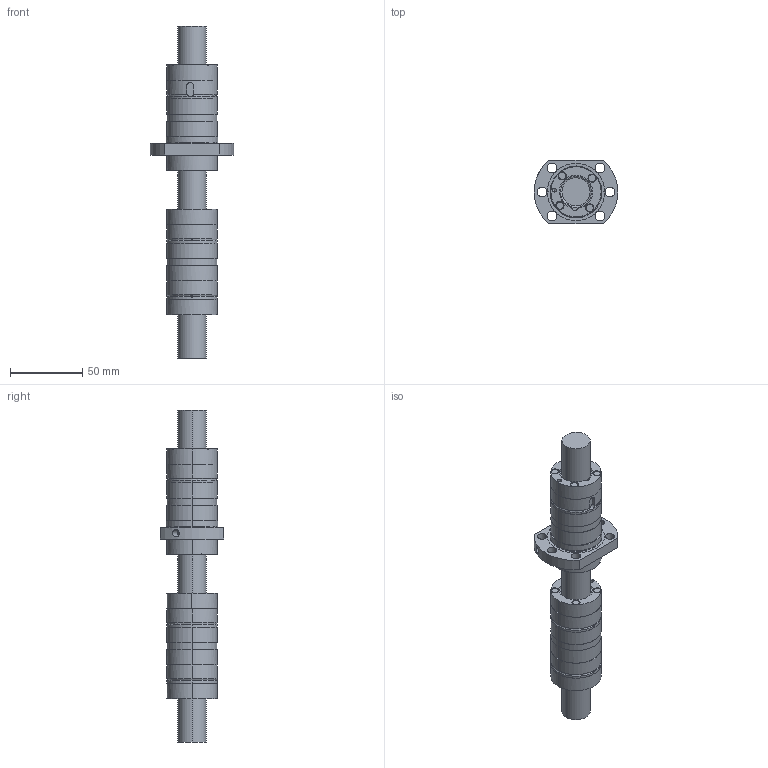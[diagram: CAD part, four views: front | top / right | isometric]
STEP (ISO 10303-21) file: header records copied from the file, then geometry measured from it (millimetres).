
FILE_DESCRIPTION(('Creo Elements/Direct Modeling STEP Export'),'2;1');
FILE_NAME('HSB-KGT-MM-2005RH-1g.stp','2015-05-08T 8:32:59',(''),(''),'Creo Elements/Direct Modeling STEP processor for AP214 (Solid Model)','Creo Elements/Direct Modeling 18.1F 24-Jul-2014 (C) Parametric Technology GmbH','');
FILE_SCHEMA(('AUTOMOTIVE_DESIGN { 1 0 10303 214 1 1 1 1 }'));
Length unit declared in the file: millimetre
Products named in the file (3): HSB-KGM-FM-2005RH-1g_24050; HSB-KGM-MM-2005RH-1g_22883; HSB-KGS-2005RH-1g-T7_23872
Bounding box: 58 x 44 x 230 mm (x, y, z)
Volume: 171510.2 mm3; surface area: 46942.1 mm2
Topology: 3 solids, 3 shells, 237 faces, 715 edges, 494 vertices
Faces by surface type: cylinder 118, cone 60, plane 51, torus 8
Entity records: 13569 total; most frequent: CARTESIAN_POINT 5890, ORIENTED_EDGE 1410, DIRECTION 1012, EDGE_CURVE 705, VERTEX_POINT 494, AXIS2_PLACEMENT_3D 405, EDGE_LOOP 279, COLOUR_RGB 240
